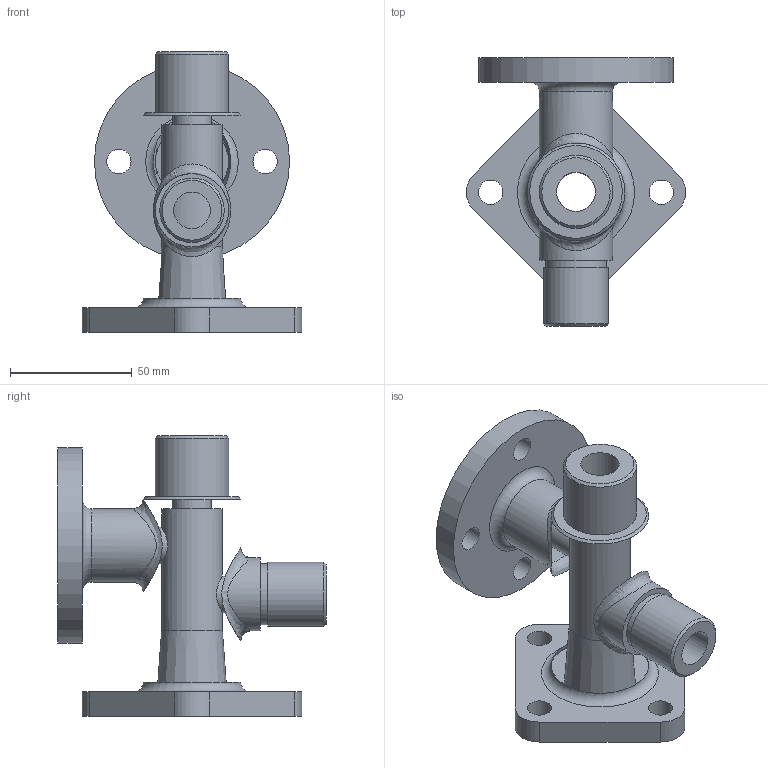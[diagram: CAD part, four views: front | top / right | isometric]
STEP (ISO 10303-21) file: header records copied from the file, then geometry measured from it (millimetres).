
FILE_DESCRIPTION(/* description */ (''),/* implementation_level */ '2;1');
FILE_NAME(/* name */ 'Part 035.stp',/* time_stamp */ '2015-02-21T11:29:28+02:00',/* author */ ('SFC'),/* organization */ (''),/* preprocessor_version */ 'ST-DEVELOPER v15.2',/* originating_system */ 'Autodesk Inventor 2014',/* authorisation */ '');
FILE_SCHEMA (('AUTOMOTIVE_DESIGN { 1 0 10303 214 3 1 1 }'));
Length unit declared in the file: millimetre
Products named in the file (1): Part 035
Bounding box: 89.92 x 110 x 115 mm (x, y, z)
Volume: 74846.7 mm3; surface area: 36811.4 mm2
Topology: 1 solids, 1 shells, 47 faces, 118 edges, 78 vertices
Faces by surface type: cylinder 24, plane 15, cone 4, bspline 2, torus 2
Full cylindrical faces by diameter (mm): 10 x8, 15 x2, 16 x1, 25 x2, 26.441 x1, 30 x3, 40 x2, 80 x1
Entity records: 1670 total; most frequent: CARTESIAN_POINT 627, DIRECTION 212, ORIENTED_EDGE 150, EDGE_LOOP 103, AXIS2_PLACEMENT_3D 98, EDGE_CURVE 75, FACE_BOUND 64, VERTEX_POINT 64
